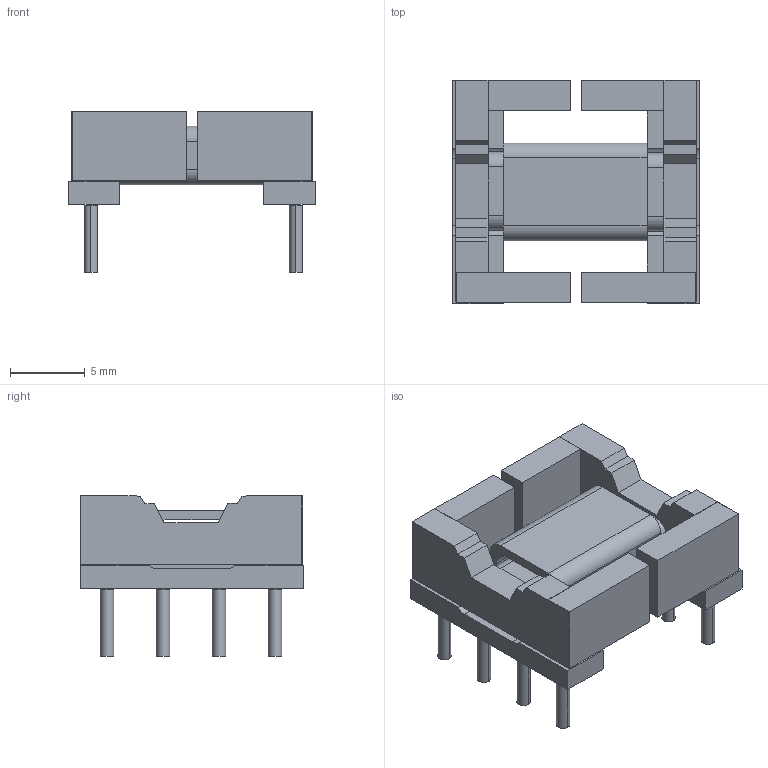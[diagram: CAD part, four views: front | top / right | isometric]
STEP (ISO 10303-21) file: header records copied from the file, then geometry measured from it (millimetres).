
FILE_DESCRIPTION((''),'2;1');
FILE_NAME('COIL44.stp','2013-05-07T14:27:19',(''),(''),'Mechanical Desktop 2011','Mechanical Desktop 2011',', , ');
FILE_SCHEMA(('AUTOMOTIVE_DESIGN { 1 2 10303 214 1 1 1 1 }'));
Length unit declared in the file: millimetre
Products named in the file (1): Product
Bounding box: 16.52 x 14.95 x 10.79 mm (x, y, z)
Volume: 891.8 mm3; surface area: 1676.1 mm2
Topology: 15 solids, 15 shells, 136 faces, 322 edges, 218 vertices
Faces by surface type: plane 77, cylinder 36, bspline 23
Entity records: 3956 total; most frequent: CARTESIAN_POINT 744, ORIENTED_EDGE 640, DIRECTION 624, EDGE_CURVE 320, VECTOR 248, LINE 248, VERTEX_POINT 214, AXIS2_PLACEMENT_3D 188
